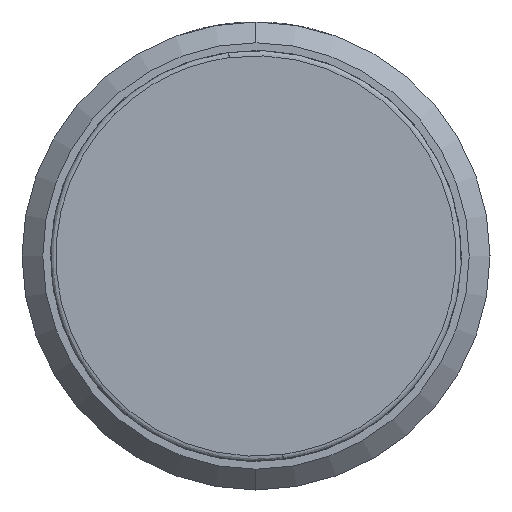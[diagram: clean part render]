
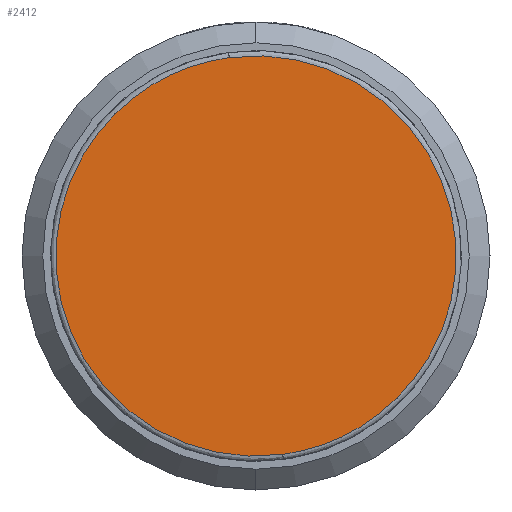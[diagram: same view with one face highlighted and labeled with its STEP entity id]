
A CAD part, left-side view. The second image highlights one B-rep face of the part: STEP entity #2412.
In plain terms, the highlighted planar face has unit normal (-1, 0, 0).
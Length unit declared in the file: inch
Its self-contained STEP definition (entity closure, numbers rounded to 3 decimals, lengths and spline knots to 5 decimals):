
#77 = CARTESIAN_POINT ( 'NONE',  ( -0.31496, 0.04044, 0.30044 ) ) ;
#271 = FACE_OUTER_BOUND ( 'NONE', #517, .T. ) ;
#309 = VERTEX_POINT ( 'NONE', #1683 ) ;
#340 = EDGE_CURVE ( 'NONE', #1176, #309, #1774, .T. ) ;
#517 = EDGE_LOOP ( 'NONE', ( #2309, #1393 ) ) ;
#584 = AXIS2_PLACEMENT_3D ( 'NONE', #1478, #991, #2741 ) ;
#991 = DIRECTION ( 'NONE',  ( -1., 0., 0. ) ) ;
#1176 = VERTEX_POINT ( 'NONE', #77 ) ;
#1393 = ORIENTED_EDGE ( 'NONE', *, *, #1756, .F. ) ;
#1478 = CARTESIAN_POINT ( 'NONE',  ( -0.31496, 0., 0. ) ) ;
#1670 = CARTESIAN_POINT ( 'NONE',  ( -0.31496, -0.04044, -0.30044 ) ) ;
#1683 = CARTESIAN_POINT ( 'NONE',  ( -0.31496, -0.04044, -0.30044 ) ) ;
#1756 = EDGE_CURVE ( 'NONE', #309, #1176, #2760, .T. ) ;
#1774 =( BOUNDED_CURVE ( )  B_SPLINE_CURVE ( 3, ( #2635, #2400, #2681, #1670 ),
 .UNSPECIFIED., .F., .T. ) 
 B_SPLINE_CURVE_WITH_KNOTS ( ( 4, 4 ),
 ( 0., 0.5 ),
 .UNSPECIFIED. ) 
 CURVE ( )  GEOMETRIC_REPRESENTATION_ITEM ( )  RATIONAL_B_SPLINE_CURVE ( ( 1., 0.333, 0.333, 1. ) ) 
 REPRESENTATION_ITEM ( '' )  );
#1801 = CARTESIAN_POINT ( 'NONE',  ( -0.31496, 0.04044, 0.30044 ) ) ;
#2309 = ORIENTED_EDGE ( 'NONE', *, *, #340, .F. ) ;
#2325 = CARTESIAN_POINT ( 'NONE',  ( -0.31496, -0.04044, -0.30044 ) ) ;
#2400 = CARTESIAN_POINT ( 'NONE',  ( -0.31496, -0.56044, 0.38132 ) ) ;
#2412 = ADVANCED_FACE ( 'NONE', ( #271 ), #2478, .T. ) ;
#2478 = PLANE ( 'NONE',  #584 ) ;
#2565 = CARTESIAN_POINT ( 'NONE',  ( -0.31496, 0.56044, -0.38132 ) ) ;
#2635 = CARTESIAN_POINT ( 'NONE',  ( -0.31496, 0.04044, 0.30044 ) ) ;
#2681 = CARTESIAN_POINT ( 'NONE',  ( -0.31496, -0.64132, -0.21956 ) ) ;
#2741 = DIRECTION ( 'NONE',  ( 0., 0.133, 0.991 ) ) ;
#2760 =( BOUNDED_CURVE ( )  B_SPLINE_CURVE ( 3, ( #2325, #2565, #3074, #1801 ),
 .UNSPECIFIED., .F., .T. ) 
 B_SPLINE_CURVE_WITH_KNOTS ( ( 4, 4 ),
 ( 0.5, 1. ),
 .UNSPECIFIED. ) 
 CURVE ( )  GEOMETRIC_REPRESENTATION_ITEM ( )  RATIONAL_B_SPLINE_CURVE ( ( 1., 0.333, 0.333, 1. ) ) 
 REPRESENTATION_ITEM ( '' )  );
#3074 = CARTESIAN_POINT ( 'NONE',  ( -0.31496, 0.64132, 0.21956 ) ) ;
